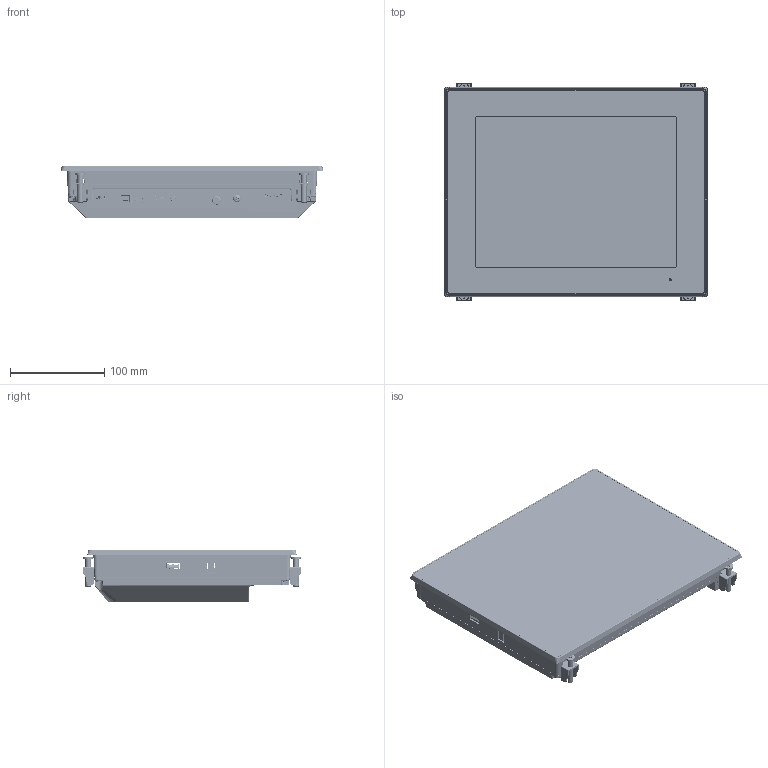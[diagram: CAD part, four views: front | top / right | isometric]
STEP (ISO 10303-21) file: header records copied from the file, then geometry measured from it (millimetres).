
FILE_DESCRIPTION(/* description */ (''),/* implementation_level */ '2;1');
FILE_NAME(/* name */ '',/* time_stamp */ '2017-11-09T14:20:25+09:00',/* author */ (''),/* organization */ (''),/* preprocessor_version */ 'ST-DEVELOPER v16.5',/* originating_system */ 'Autodesk Inventor 2017',/* authorisation */ '');
FILE_SCHEMA (('CONFIG_CONTROL_DESIGN'));
Products named in the file (1): HP_TMG(H)-310-DC00-01
Bounding box: 278 x 230.29 x 56 mm (x, y, z)
Volume: 545176.9 mm3; surface area: 604608.1 mm2
Topology: 5 solids, 32 shells, 6545 faces, 17508 edges, 11235 vertices
Faces by surface type: plane 3812, cylinder 1189, cone 782, bspline 659, torus 72, sphere 31
Full cylindrical faces by diameter (mm): 0.8 x8, 1 x22, 1.6 x4, 2 x1, 2.05 x2, 2.6 x4, 2.84 x2, 3 x46, 3.2 x7, 3.5 x122, 3.6 x14, 3.8 x4, 4 x27, 4.5 x6, 4.8 x3, 5 x1, 6 x8, 6.15 x12, 6.2 x8, 6.3 x1, 7 x5, 7.15 x5, 7.6 x1, 8 x30, 9 x7
Entity records: 224633 total; most frequent: CARTESIAN_POINT 55090, ORIENTED_EDGE 34016, DIRECTION 32588, EDGE_CURVE 16997, LINE 11436, VECTOR 11436, VERTEX_POINT 11163, AXIS2_PLACEMENT_3D 10576
